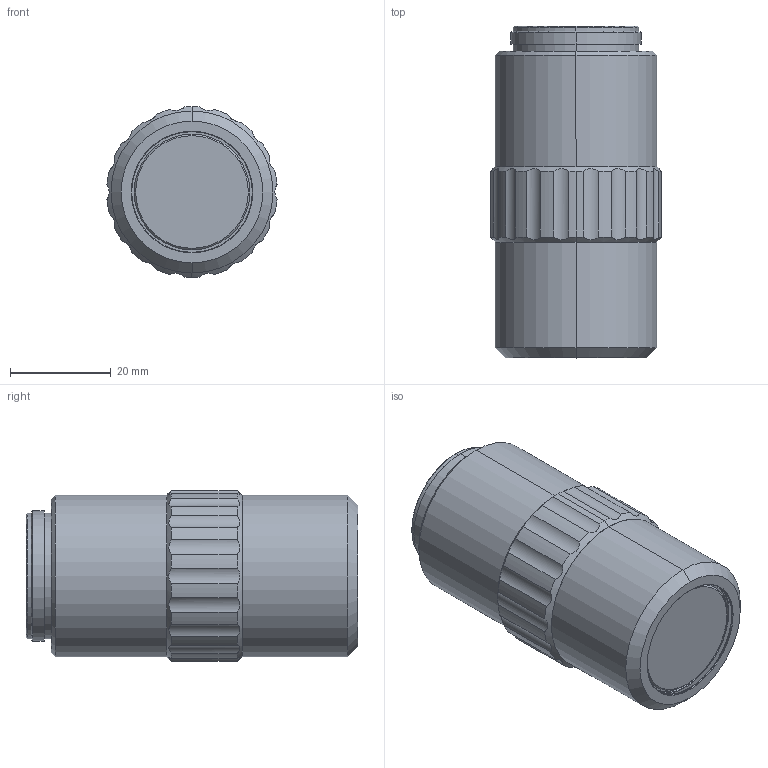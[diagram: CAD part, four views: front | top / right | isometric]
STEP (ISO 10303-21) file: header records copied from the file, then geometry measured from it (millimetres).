
FILE_DESCRIPTION (( 'STEP AP203' ), '1' );
FILE_NAME ('Web Model 46144_Default.step', '2019-01-03T15:21:47', ( '' ), ( '' ), 'SwSTEP 2.0', 'SolidWorks 2016', '' );
FILE_SCHEMA (( 'CONFIG_CONTROL_DESIGN' ));
Length unit declared in the file: millimetre
Products named in the file (1): Web Model 46144_Default
Bounding box: 33.86 x 66 x 34 mm (x, y, z)
Volume: 51678.6 mm3; surface area: 9521 mm2
Topology: 1 solids, 1 shells, 121 faces, 284 edges, 177 vertices
Faces by surface type: cylinder 71, cone 36, plane 14
Entity records: 3948 total; most frequent: CARTESIAN_POINT 1073, DIRECTION 613, ORIENTED_EDGE 568, EDGE_CURVE 284, AXIS2_PLACEMENT_3D 253, VERTEX_POINT 177, EDGE_LOOP 133, CIRCLE 131
